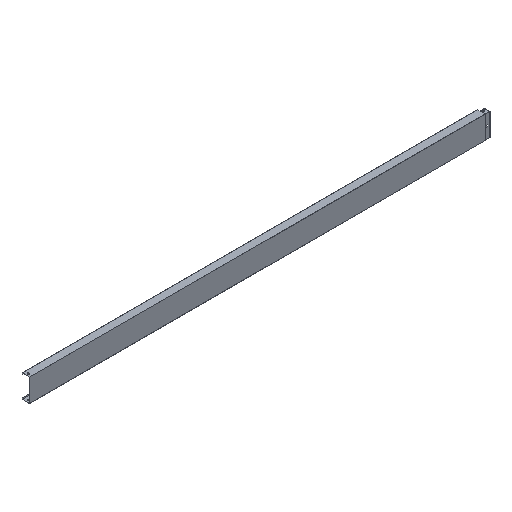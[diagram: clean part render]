
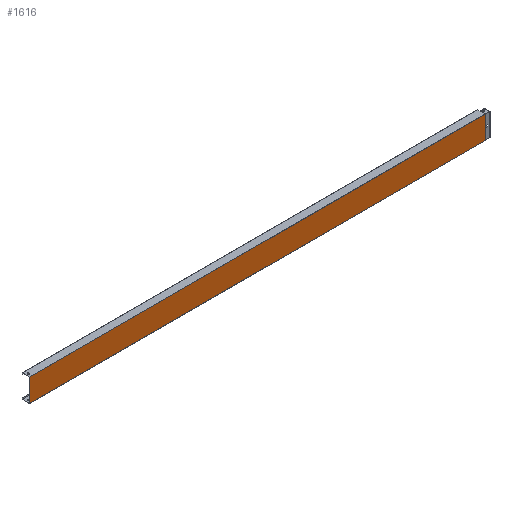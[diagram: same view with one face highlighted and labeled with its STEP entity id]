
A CAD part, isometric view. The second image highlights one B-rep face of the part: STEP entity #1616.
In plain terms, the highlighted planar face has unit normal (0, -1, 0).
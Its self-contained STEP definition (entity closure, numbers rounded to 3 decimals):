
#9 = LINE ( 'NONE', #491, #643 ) ;
#10 = DIRECTION ( 'NONE',  ( -1., 0., 0. ) ) ;
#117 = DIRECTION ( 'NONE',  ( 0., 0., -1. ) ) ;
#133 = LINE ( 'NONE', #1349, #796 ) ;
#140 = DIRECTION ( 'NONE',  ( 0., 0., 1. ) ) ;
#167 = VERTEX_POINT ( 'NONE', #850 ) ;
#178 = LINE ( 'NONE', #249, #598 ) ;
#245 = PLANE ( 'NONE',  #310 ) ;
#249 = CARTESIAN_POINT ( 'NONE',  ( 150.002, 0., -75. ) ) ;
#283 = ORIENTED_EDGE ( 'NONE', *, *, #1737, .T. ) ;
#290 = CARTESIAN_POINT ( 'NONE',  ( 150.002, 0., 75. ) ) ;
#310 = AXIS2_PLACEMENT_3D ( 'NONE', #817, #946, #117 ) ;
#491 = CARTESIAN_POINT ( 'NONE',  ( -2970., 0., 75. ) ) ;
#506 = VERTEX_POINT ( 'NONE', #1171 ) ;
#590 = ORIENTED_EDGE ( 'NONE', *, *, #739, .T. ) ;
#598 = VECTOR ( 'NONE', #1201, 1000. ) ;
#609 = EDGE_CURVE ( 'NONE', #506, #1665, #178, .T. ) ;
#643 = VECTOR ( 'NONE', #1161, 1000. ) ;
#658 = LINE ( 'NONE', #290, #1224 ) ;
#728 = EDGE_LOOP ( 'NONE', ( #887, #283, #590, #951 ) ) ;
#739 = EDGE_CURVE ( 'NONE', #1755, #167, #658, .T. ) ;
#796 = VECTOR ( 'NONE', #140, 1000. ) ;
#817 = CARTESIAN_POINT ( 'NONE',  ( -2970., 0., 75. ) ) ;
#850 = CARTESIAN_POINT ( 'NONE',  ( -2970., 0., 75. ) ) ;
#887 = ORIENTED_EDGE ( 'NONE', *, *, #609, .F. ) ;
#946 = DIRECTION ( 'NONE',  ( 0., -1., 0. ) ) ;
#951 = ORIENTED_EDGE ( 'NONE', *, *, #1108, .T. ) ;
#975 = CARTESIAN_POINT ( 'NONE',  ( 2.261, 0., 75. ) ) ;
#1108 = EDGE_CURVE ( 'NONE', #167, #1665, #9, .T. ) ;
#1161 = DIRECTION ( 'NONE',  ( 0., 0., -1. ) ) ;
#1171 = CARTESIAN_POINT ( 'NONE',  ( 2.261, 0., -75. ) ) ;
#1201 = DIRECTION ( 'NONE',  ( -1., 0., 0. ) ) ;
#1224 = VECTOR ( 'NONE', #10, 1000. ) ;
#1327 = FACE_OUTER_BOUND ( 'NONE', #728, .T. ) ;
#1349 = CARTESIAN_POINT ( 'NONE',  ( 2.261, 0., -75. ) ) ;
#1605 = CARTESIAN_POINT ( 'NONE',  ( -2970., 0., -75. ) ) ;
#1616 = ADVANCED_FACE ( 'NONE', ( #1327 ), #245, .T. ) ;
#1665 = VERTEX_POINT ( 'NONE', #1605 ) ;
#1737 = EDGE_CURVE ( 'NONE', #506, #1755, #133, .T. ) ;
#1755 = VERTEX_POINT ( 'NONE', #975 ) ;
